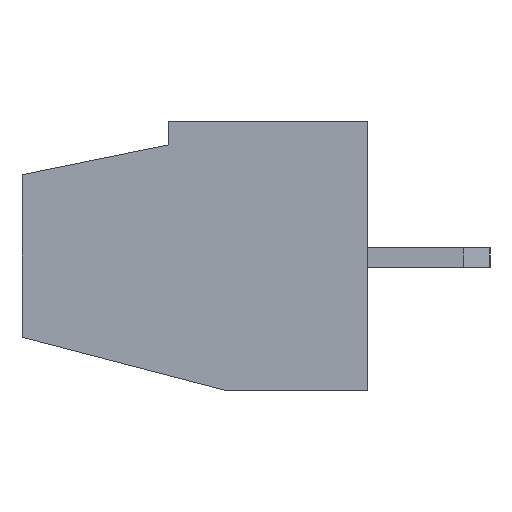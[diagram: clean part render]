
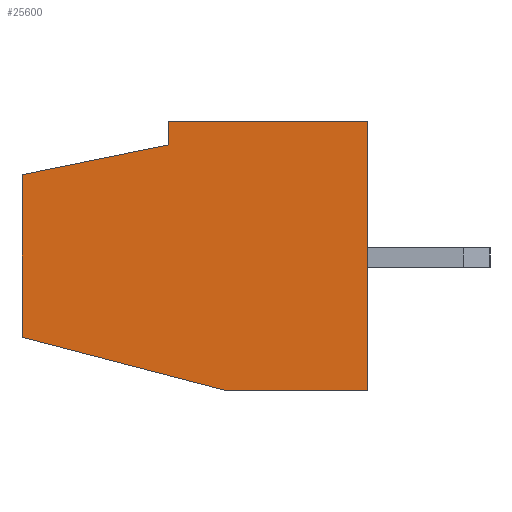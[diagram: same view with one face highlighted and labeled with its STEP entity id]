
A CAD part, left-side view. The second image highlights one B-rep face of the part: STEP entity #25600.
In plain terms, the highlighted planar face has unit normal (-1, 0, 0).
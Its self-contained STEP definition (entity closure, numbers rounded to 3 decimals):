
#620 = EDGE_CURVE ( 'NONE', #33444, #14628, #4279, .T. ) ;
#626 = DIRECTION ( 'NONE',  ( 0., -1., 0. ) ) ;
#1680 = CARTESIAN_POINT ( 'NONE',  ( -2.5, 6., 3.4 ) ) ;
#2483 = VECTOR ( 'NONE', #626, 1000. ) ;
#2815 = CARTESIAN_POINT ( 'NONE',  ( -2.5, 6., 3.4 ) ) ;
#3673 = ORIENTED_EDGE ( 'NONE', *, *, #29224, .T. ) ;
#4028 = EDGE_CURVE ( 'NONE', #29142, #33444, #25065, .T. ) ;
#4279 = LINE ( 'NONE', #22933, #29822 ) ;
#4610 = LINE ( 'NONE', #30367, #31260 ) ;
#6206 = CARTESIAN_POINT ( 'NONE',  ( -2.5, 10.4, 2.5 ) ) ;
#6936 = CARTESIAN_POINT ( 'NONE',  ( -2.5, 0., -4. ) ) ;
#7545 = LINE ( 'NONE', #30165, #24475 ) ;
#8544 = LINE ( 'NONE', #13804, #21147 ) ;
#10348 = EDGE_CURVE ( 'NONE', #17007, #15818, #4610, .T. ) ;
#11680 = VERTEX_POINT ( 'NONE', #20132 ) ;
#13208 = LINE ( 'NONE', #1680, #24394 ) ;
#13804 = CARTESIAN_POINT ( 'NONE',  ( -2.5, 10.4, 2.5 ) ) ;
#13844 = ORIENTED_EDGE ( 'NONE', *, *, #32281, .F. ) ;
#14628 = VERTEX_POINT ( 'NONE', #6206 ) ;
#15818 = VERTEX_POINT ( 'NONE', #29536 ) ;
#17007 = VERTEX_POINT ( 'NONE', #6936 ) ;
#18025 = ORIENTED_EDGE ( 'NONE', *, *, #620, .F. ) ;
#19753 = DIRECTION ( 'NONE',  ( 0., 0., -1. ) ) ;
#20132 = CARTESIAN_POINT ( 'NONE',  ( -2.5, 6., 4.1 ) ) ;
#20507 = DIRECTION ( 'NONE',  ( 0., 0., 1. ) ) ;
#21147 = VECTOR ( 'NONE', #25092, 1000. ) ;
#21346 = ORIENTED_EDGE ( 'NONE', *, *, #4028, .F. ) ;
#21713 = ORIENTED_EDGE ( 'NONE', *, *, #35774, .F. ) ;
#22349 = FACE_OUTER_BOUND ( 'NONE', #29872, .T. ) ;
#22542 = CARTESIAN_POINT ( 'NONE',  ( -2.5, 10.4, 4.1 ) ) ;
#22591 = CARTESIAN_POINT ( 'NONE',  ( -2.5, 10.4, 4.1 ) ) ;
#22933 = CARTESIAN_POINT ( 'NONE',  ( -2.5, 10.4, 4.1 ) ) ;
#24394 = VECTOR ( 'NONE', #24513, 1000. ) ;
#24475 = VECTOR ( 'NONE', #32797, 1000. ) ;
#24513 = DIRECTION ( 'NONE',  ( 0., 0., 1. ) ) ;
#24839 = VECTOR ( 'NONE', #27463, 1000. ) ;
#24903 = VERTEX_POINT ( 'NONE', #2815 ) ;
#25065 = LINE ( 'NONE', #36543, #24839 ) ;
#25092 = DIRECTION ( 'NONE',  ( 0., -0.98, 0.2 ) ) ;
#25600 = ADVANCED_FACE ( 'NONE', ( #22349 ), #28028, .F. ) ;
#25935 = CARTESIAN_POINT ( 'NONE',  ( -2.5, 10.4, -2.4 ) ) ;
#26064 = LINE ( 'NONE', #22591, #2483 ) ;
#27463 = DIRECTION ( 'NONE',  ( 0., 0.968, 0.252 ) ) ;
#28028 = PLANE ( 'NONE',  #31381 ) ;
#28968 = ORIENTED_EDGE ( 'NONE', *, *, #10348, .T. ) ;
#29142 = VERTEX_POINT ( 'NONE', #34643 ) ;
#29224 = EDGE_CURVE ( 'NONE', #29142, #17007, #7545, .T. ) ;
#29536 = CARTESIAN_POINT ( 'NONE',  ( -2.5, 0., 4.1 ) ) ;
#29822 = VECTOR ( 'NONE', #20507, 1000. ) ;
#29872 = EDGE_LOOP ( 'NONE', ( #35663, #13844, #21713, #18025, #21346, #3673, #28968 ) ) ;
#30165 = CARTESIAN_POINT ( 'NONE',  ( -2.5, 10.4, -4. ) ) ;
#30367 = CARTESIAN_POINT ( 'NONE',  ( -2.5, 0., 4.1 ) ) ;
#31260 = VECTOR ( 'NONE', #32639, 1000. ) ;
#31381 = AXIS2_PLACEMENT_3D ( 'NONE', #22542, #33795, #19753 ) ;
#32281 = EDGE_CURVE ( 'NONE', #24903, #11680, #13208, .T. ) ;
#32639 = DIRECTION ( 'NONE',  ( 0., 0., 1. ) ) ;
#32797 = DIRECTION ( 'NONE',  ( 0., -1., 0. ) ) ;
#32987 = EDGE_CURVE ( 'NONE', #11680, #15818, #26064, .T. ) ;
#33444 = VERTEX_POINT ( 'NONE', #25935 ) ;
#33795 = DIRECTION ( 'NONE',  ( 1., 0., 0. ) ) ;
#34643 = CARTESIAN_POINT ( 'NONE',  ( -2.5, 4.26, -4. ) ) ;
#35663 = ORIENTED_EDGE ( 'NONE', *, *, #32987, .F. ) ;
#35774 = EDGE_CURVE ( 'NONE', #14628, #24903, #8544, .T. ) ;
#36543 = CARTESIAN_POINT ( 'NONE',  ( -2.5, 10.4, -2.4 ) ) ;
